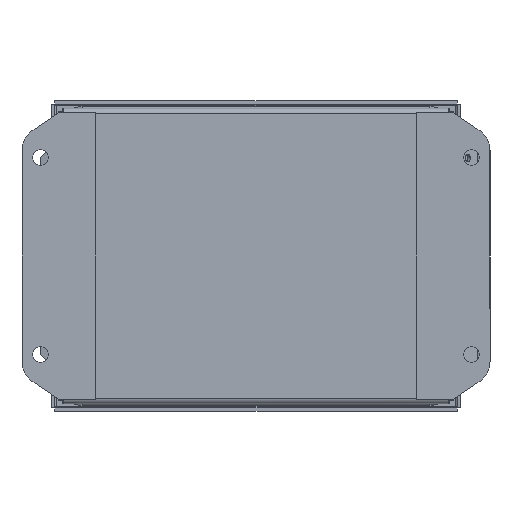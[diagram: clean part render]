
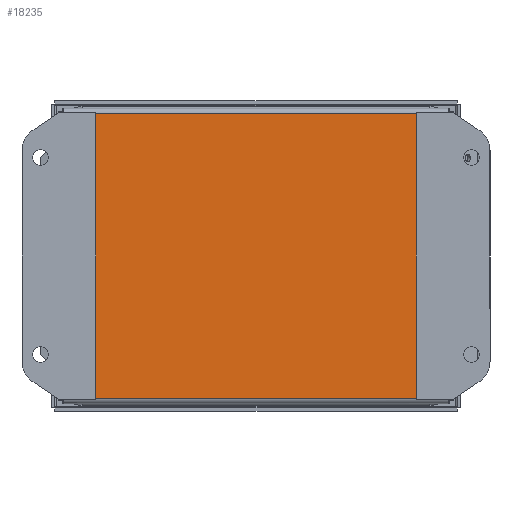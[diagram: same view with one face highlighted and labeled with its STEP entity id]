
A CAD part, left-side view. The second image highlights one B-rep face of the part: STEP entity #18235.
In plain terms, the highlighted face is planar.
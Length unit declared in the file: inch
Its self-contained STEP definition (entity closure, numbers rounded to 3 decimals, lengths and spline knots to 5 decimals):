
#3989 = VECTOR ( 'NONE', #11248, 39.37008 ) ;
#5276 = EDGE_CURVE ( 'NONE', #12475, #26322, #12267, .T. ) ;
#5704 = CARTESIAN_POINT ( 'NONE',  ( -3., 0., -3.892 ) ) ;
#5798 = DIRECTION ( 'NONE',  ( 1., 0., 0. ) ) ;
#7134 = PLANE ( 'NONE',  #22396 ) ;
#9138 = CARTESIAN_POINT ( 'NONE',  ( 2.892, 0., 3.892 ) ) ;
#9466 = FACE_OUTER_BOUND ( 'NONE', #9915, .T. ) ;
#9915 = EDGE_LOOP ( 'NONE', ( #24185, #15689, #12672, #15401 ) ) ;
#9933 = CARTESIAN_POINT ( 'NONE',  ( -3., 0., 3.892 ) ) ;
#10542 = CARTESIAN_POINT ( 'NONE',  ( -2.892, 0., -3.892 ) ) ;
#11149 = CARTESIAN_POINT ( 'NONE',  ( -2.892, 0., -4. ) ) ;
#11248 = DIRECTION ( 'NONE',  ( 0., 0., -1. ) ) ;
#11936 = EDGE_CURVE ( 'NONE', #21396, #12475, #22940, .T. ) ;
#12267 = LINE ( 'NONE', #11149, #3989 ) ;
#12475 = VERTEX_POINT ( 'NONE', #25966 ) ;
#12672 = ORIENTED_EDGE ( 'NONE', *, *, #11936, .F. ) ;
#15401 = ORIENTED_EDGE ( 'NONE', *, *, #22168, .F. ) ;
#15689 = ORIENTED_EDGE ( 'NONE', *, *, #5276, .F. ) ;
#15941 = VECTOR ( 'NONE', #5798, 39.37008 ) ;
#16851 = DIRECTION ( 'NONE',  ( 0., 0., 1. ) ) ;
#18235 = ADVANCED_FACE ( 'NONE', ( #9466 ), #7134, .F. ) ;
#19260 = LINE ( 'NONE', #5704, #15941 ) ;
#19955 = VECTOR ( 'NONE', #24672, 39.37008 ) ;
#20024 = LINE ( 'NONE', #20800, #26332 ) ;
#20800 = CARTESIAN_POINT ( 'NONE',  ( 2.892, 0., -4. ) ) ;
#21057 = VERTEX_POINT ( 'NONE', #25317 ) ;
#21396 = VERTEX_POINT ( 'NONE', #9138 ) ;
#22168 = EDGE_CURVE ( 'NONE', #21057, #21396, #20024, .T. ) ;
#22396 = AXIS2_PLACEMENT_3D ( 'NONE', #25959, #26335, #26431 ) ;
#22940 = LINE ( 'NONE', #9933, #19955 ) ;
#23025 = EDGE_CURVE ( 'NONE', #26322, #21057, #19260, .T. ) ;
#24185 = ORIENTED_EDGE ( 'NONE', *, *, #23025, .F. ) ;
#24672 = DIRECTION ( 'NONE',  ( -1., 0., 0. ) ) ;
#25317 = CARTESIAN_POINT ( 'NONE',  ( 2.892, 0., -3.892 ) ) ;
#25959 = CARTESIAN_POINT ( 'NONE',  ( -3., 0., -4. ) ) ;
#25966 = CARTESIAN_POINT ( 'NONE',  ( -2.892, 0., 3.892 ) ) ;
#26322 = VERTEX_POINT ( 'NONE', #10542 ) ;
#26332 = VECTOR ( 'NONE', #16851, 39.37008 ) ;
#26335 = DIRECTION ( 'NONE',  ( 0., -1., 0. ) ) ;
#26431 = DIRECTION ( 'NONE',  ( 0., 0., -1. ) ) ;
